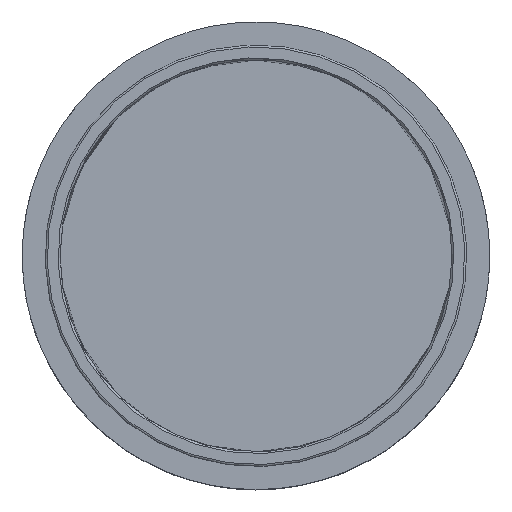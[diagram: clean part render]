
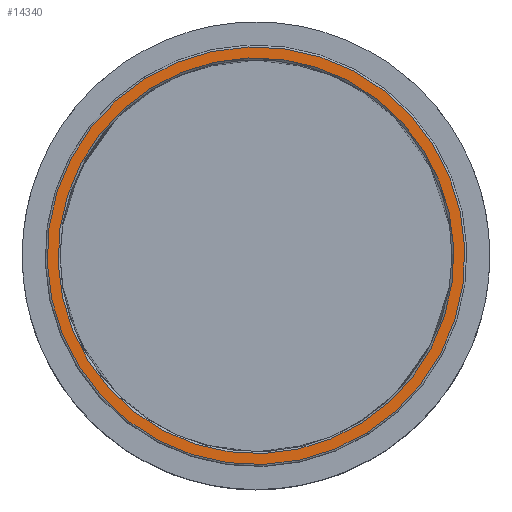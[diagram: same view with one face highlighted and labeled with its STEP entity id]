
A CAD part, top view. The second image highlights one B-rep face of the part: STEP entity #14340.
In plain terms, the highlighted planar face has unit normal (0, 0, 1).
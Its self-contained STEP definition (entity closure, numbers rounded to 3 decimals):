
#210 = EDGE_CURVE ( 'NONE', #13655, #245, #10253, .T. ) ;
#245 = VERTEX_POINT ( 'NONE', #13391 ) ;
#427 = CIRCLE ( 'NONE', #1517, 1010. ) ;
#431 = CARTESIAN_POINT ( 'NONE',  ( -537.851, 854.878, 1195. ) ) ;
#471 = FACE_OUTER_BOUND ( 'NONE', #16306, .T. ) ;
#901 = CIRCLE ( 'NONE', #4908, 1066. ) ;
#1517 = AXIS2_PLACEMENT_3D ( 'NONE', #15487, #5252, #20352 ) ;
#3572 = CARTESIAN_POINT ( 'NONE',  ( 0., 0., 1195. ) ) ;
#3768 = ORIENTED_EDGE ( 'NONE', *, *, #21691, .F. ) ;
#3971 = ORIENTED_EDGE ( 'NONE', *, *, #210, .F. ) ;
#4908 = AXIS2_PLACEMENT_3D ( 'NONE', #3572, #22302, #4918 ) ;
#4918 = DIRECTION ( 'NONE',  ( -0.533, 0.846, 0. ) ) ;
#4987 = EDGE_CURVE ( 'NONE', #18529, #8282, #427, .T. ) ;
#5026 = DIRECTION ( 'NONE',  ( 0., 0., -1. ) ) ;
#5106 = ORIENTED_EDGE ( 'NONE', *, *, #4987, .T. ) ;
#5128 = PLANE ( 'NONE',  #20708 ) ;
#5252 = DIRECTION ( 'NONE',  ( 0., 0., -1. ) ) ;
#5421 = CARTESIAN_POINT ( 'NONE',  ( 567.672, -902.277, 1195. ) ) ;
#5465 = DIRECTION ( 'NONE',  ( 1., 0., 0. ) ) ;
#5866 = EDGE_CURVE ( 'NONE', #8282, #18529, #19651, .T. ) ;
#5949 = EDGE_LOOP ( 'NONE', ( #18163, #5106 ) ) ;
#6737 = CARTESIAN_POINT ( 'NONE',  ( 0., 0., 1195. ) ) ;
#8282 = VERTEX_POINT ( 'NONE', #16990 ) ;
#8990 = FACE_BOUND ( 'NONE', #5949, .T. ) ;
#9870 = DIRECTION ( 'NONE',  ( 0., 0., -1. ) ) ;
#10253 = CIRCLE ( 'NONE', #14593, 1066. ) ;
#12511 = DIRECTION ( 'NONE',  ( 0., 0., 1. ) ) ;
#12954 = DIRECTION ( 'NONE',  ( -0.533, 0.846, 0. ) ) ;
#13391 = CARTESIAN_POINT ( 'NONE',  ( -567.672, 902.277, 1195. ) ) ;
#13655 = VERTEX_POINT ( 'NONE', #5421 ) ;
#14340 = ADVANCED_FACE ( 'NONE', ( #8990, #471 ), #5128, .T. ) ;
#14593 = AXIS2_PLACEMENT_3D ( 'NONE', #14654, #9870, #12954 ) ;
#14654 = CARTESIAN_POINT ( 'NONE',  ( 0., 0., 1195. ) ) ;
#15487 = CARTESIAN_POINT ( 'NONE',  ( 0., 0., 1195. ) ) ;
#16306 = EDGE_LOOP ( 'NONE', ( #3768, #3971 ) ) ;
#16990 = CARTESIAN_POINT ( 'NONE',  ( 537.851, -854.878, 1195. ) ) ;
#17839 = AXIS2_PLACEMENT_3D ( 'NONE', #6737, #5026, #18770 ) ;
#18163 = ORIENTED_EDGE ( 'NONE', *, *, #5866, .T. ) ;
#18529 = VERTEX_POINT ( 'NONE', #431 ) ;
#18770 = DIRECTION ( 'NONE',  ( -0.533, 0.846, 0. ) ) ;
#18987 = CARTESIAN_POINT ( 'NONE',  ( 0., 0., 1195. ) ) ;
#19651 = CIRCLE ( 'NONE', #17839, 1010. ) ;
#20352 = DIRECTION ( 'NONE',  ( -0.533, 0.846, 0. ) ) ;
#20708 = AXIS2_PLACEMENT_3D ( 'NONE', #18987, #12511, #5465 ) ;
#21691 = EDGE_CURVE ( 'NONE', #245, #13655, #901, .T. ) ;
#22302 = DIRECTION ( 'NONE',  ( 0., 0., -1. ) ) ;
